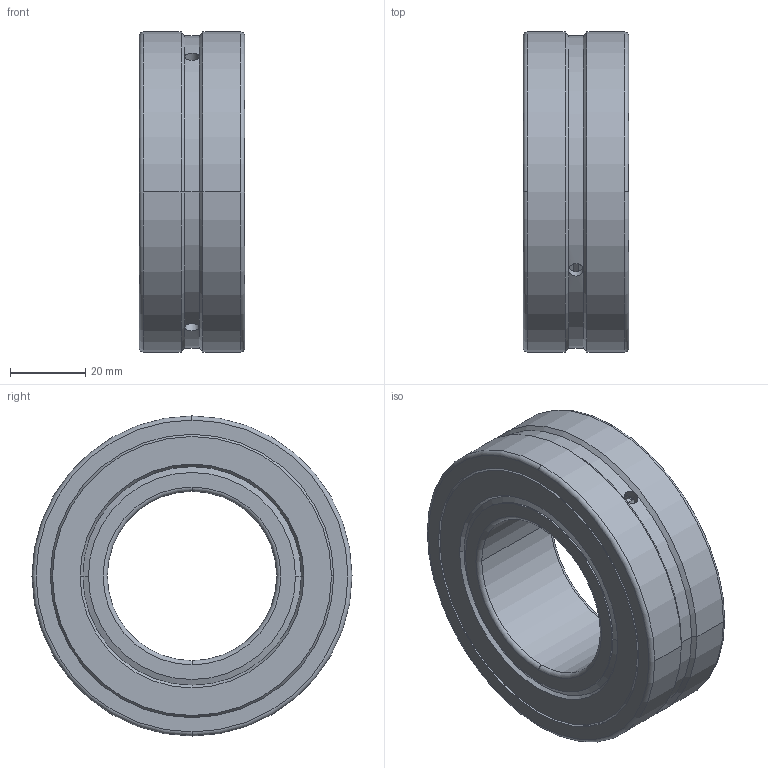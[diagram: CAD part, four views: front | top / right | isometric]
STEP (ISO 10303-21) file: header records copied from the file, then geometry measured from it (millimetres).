
FILE_DESCRIPTION(('STEP AP242'),'1');
FILE_NAME('snr_10x22209eaw33ee_2.stp','2024-09-16T07:27:46',('TraceParts'),('TraceParts S.A.'),'Spatial InterOp 3D',' ',' ');
FILE_SCHEMA(('AP242_MANAGED_MODEL_BASED_3D_ENGINEERING_MIM_LF {1 0 10303 442 1 1 4}'));
Length unit declared in the file: millimetre
Products named in the file (1): snr_10x22209eaw33ee_2_1
Bounding box: 28 x 85 x 85 mm (x, y, z)
Volume: 82178.1 mm3; surface area: 53697.4 mm2
Topology: 6 solids, 6 shells, 304 faces, 786 edges, 555 vertices
Faces by surface type: torus 164, plane 80, cylinder 34, cone 24, sphere 2
Entity records: 13940 total; most frequent: CARTESIAN_POINT 6254, DIRECTION 1703, ORIENTED_EDGE 1564, AXIS2_PLACEMENT_3D 824, EDGE_CURVE 782, VERTEX_POINT 555, CIRCLE 514, EDGE_LOOP 387
